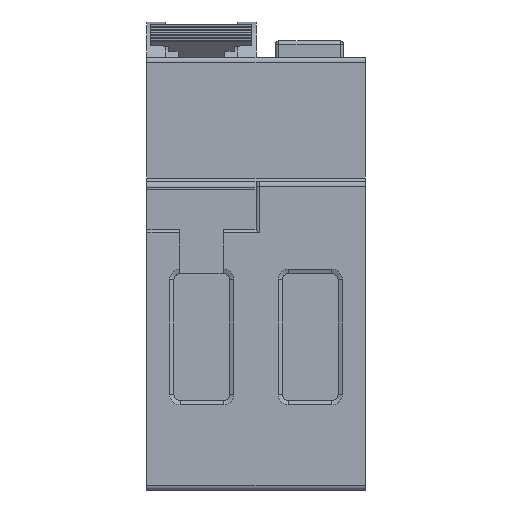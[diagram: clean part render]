
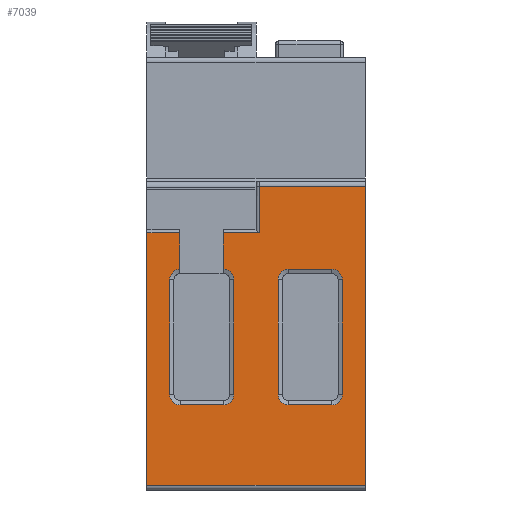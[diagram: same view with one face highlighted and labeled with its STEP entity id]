
A CAD part, front view. The second image highlights one B-rep face of the part: STEP entity #7039.
In plain terms, the highlighted planar face has unit normal (0, -1, 0).
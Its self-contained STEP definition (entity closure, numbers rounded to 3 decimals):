
#4295=LINE('',#25746,#5502);
#4303=LINE('',#25770,#5510);
#4331=LINE('',#25906,#5538);
#4333=LINE('',#25909,#5540);
#4358=LINE('',#26016,#5565);
#4360=LINE('',#26027,#5567);
#4477=LINE('',#26500,#5693);
#4481=LINE('',#26507,#5697);
#4485=LINE('',#26522,#5701);
#4488=LINE('',#26528,#5704);
#4492=LINE('',#26545,#5708);
#4496=LINE('',#26552,#5712);
#4500=LINE('',#26569,#5716);
#4504=LINE('',#26576,#5720);
#4838=LINE('',#28029,#6072);
#4875=LINE('',#28107,#6109);
#4876=LINE('',#28108,#6110);
#5502=VECTOR('',#18733,1.);
#5510=VECTOR('',#18745,1.);
#5538=VECTOR('',#18845,1.);
#5540=VECTOR('',#18849,1.);
#5565=VECTOR('',#18948,1.);
#5567=VECTOR('',#18958,1.);
#5693=VECTOR('',#19172,1.);
#5697=VECTOR('',#19178,1.);
#5701=VECTOR('',#19196,1.);
#5704=VECTOR('',#19201,1.);
#5708=VECTOR('',#19219,1.);
#5712=VECTOR('',#19225,1.);
#5716=VECTOR('',#19243,1.);
#5720=VECTOR('',#19249,1.);
#6072=VECTOR('',#19987,1.);
#6109=VECTOR('',#20058,1.);
#6110=VECTOR('',#20059,1.);
#7039=ADVANCED_FACE('',(#7729,#7730),#7550,.F.);
#7550=PLANE('',#17295);
#7729=FACE_BOUND('',#8386,.T.);
#7730=FACE_BOUND('',#8387,.T.);
#8386=EDGE_LOOP('',(#11504,#11505,#11506,#11507,#11508,#11509,#11510,#11511,
#11512,#11513,#11514,#11515,#11516,#11517,#11518,#11519,#11520));
#8387=EDGE_LOOP('',(#11521,#11522,#11523,#11524,#11525,#11526,#11527,#11528));
#11504=ORIENTED_EDGE('',*,*,#14919,.T.);
#11505=ORIENTED_EDGE('',*,*,#14864,.T.);
#11506=ORIENTED_EDGE('',*,*,#15131,.T.);
#11507=ORIENTED_EDGE('',*,*,#15136,.T.);
#11508=ORIENTED_EDGE('',*,*,#15134,.T.);
#11509=ORIENTED_EDGE('',*,*,#15128,.T.);
#11510=ORIENTED_EDGE('',*,*,#15123,.T.);
#11511=ORIENTED_EDGE('',*,*,#15117,.T.);
#11512=ORIENTED_EDGE('',*,*,#15119,.T.);
#11513=ORIENTED_EDGE('',*,*,#15124,.T.);
#11514=ORIENTED_EDGE('',*,*,#14854,.T.);
#11515=ORIENTED_EDGE('',*,*,#15626,.T.);
#11516=ORIENTED_EDGE('',*,*,#15582,.F.);
#11517=ORIENTED_EDGE('',*,*,#14973,.T.);
#11518=ORIENTED_EDGE('',*,*,#15627,.T.);
#11519=ORIENTED_EDGE('',*,*,#14968,.T.);
#11520=ORIENTED_EDGE('',*,*,#14917,.T.);
#11521=ORIENTED_EDGE('',*,*,#15146,.T.);
#11522=ORIENTED_EDGE('',*,*,#15140,.T.);
#11523=ORIENTED_EDGE('',*,*,#15142,.T.);
#11524=ORIENTED_EDGE('',*,*,#15148,.T.);
#11525=ORIENTED_EDGE('',*,*,#15154,.T.);
#11526=ORIENTED_EDGE('',*,*,#15160,.T.);
#11527=ORIENTED_EDGE('',*,*,#15158,.T.);
#11528=ORIENTED_EDGE('',*,*,#15152,.T.);
#13240=VERTEX_POINT('',#25745);
#13241=VERTEX_POINT('',#25747);
#13245=VERTEX_POINT('',#25760);
#13250=VERTEX_POINT('',#25769);
#13300=VERTEX_POINT('',#25884);
#13302=VERTEX_POINT('',#25905);
#13348=VERTEX_POINT('',#26017);
#13350=VERTEX_POINT('',#26022);
#13352=VERTEX_POINT('',#26026);
#13439=VERTEX_POINT('',#26489);
#13442=VERTEX_POINT('',#26494);
#13444=VERTEX_POINT('',#26499);
#13445=VERTEX_POINT('',#26504);
#13447=VERTEX_POINT('',#26513);
#13450=VERTEX_POINT('',#26521);
#13451=VERTEX_POINT('',#26525);
#13453=VERTEX_POINT('',#26534);
#13456=VERTEX_POINT('',#26539);
#13458=VERTEX_POINT('',#26544);
#13459=VERTEX_POINT('',#26549);
#13462=VERTEX_POINT('',#26556);
#13463=VERTEX_POINT('',#26561);
#13466=VERTEX_POINT('',#26568);
#13467=VERTEX_POINT('',#26573);
#13742=VERTEX_POINT('',#28030);
#14854=EDGE_CURVE('',#13241,#13240,#4295,.T.);
#14864=EDGE_CURVE('',#13245,#13250,#4303,.T.);
#14917=EDGE_CURVE('',#13300,#13302,#4331,.T.);
#14919=EDGE_CURVE('',#13302,#13245,#4333,.T.);
#14968=EDGE_CURVE('',#13348,#13300,#4358,.T.);
#14973=EDGE_CURVE('',#13350,#13352,#4360,.T.);
#15117=EDGE_CURVE('',#13439,#13442,#16349,.T.);
#15119=EDGE_CURVE('',#13442,#13444,#4477,.T.);
#15123=EDGE_CURVE('',#13445,#13439,#4481,.T.);
#15124=EDGE_CURVE('',#13444,#13241,#16350,.T.);
#15128=EDGE_CURVE('',#13447,#13445,#16353,.T.);
#15131=EDGE_CURVE('',#13250,#13450,#4485,.T.);
#15134=EDGE_CURVE('',#13451,#13447,#4488,.T.);
#15136=EDGE_CURVE('',#13450,#13451,#16355,.T.);
#15140=EDGE_CURVE('',#13453,#13456,#16357,.T.);
#15142=EDGE_CURVE('',#13456,#13458,#4492,.T.);
#15146=EDGE_CURVE('',#13459,#13453,#4496,.T.);
#15148=EDGE_CURVE('',#13458,#13462,#16358,.T.);
#15152=EDGE_CURVE('',#13463,#13459,#16361,.T.);
#15154=EDGE_CURVE('',#13462,#13466,#4500,.T.);
#15158=EDGE_CURVE('',#13467,#13463,#4504,.T.);
#15160=EDGE_CURVE('',#13466,#13467,#16363,.T.);
#15582=EDGE_CURVE('',#13350,#13742,#4838,.T.);
#15626=EDGE_CURVE('',#13240,#13742,#4875,.T.);
#15627=EDGE_CURVE('',#13352,#13348,#4876,.T.);
#16349=CIRCLE('',#17058,1.7);
#16350=CIRCLE('',#17062,1.7);
#16353=CIRCLE('',#17066,1.7);
#16355=CIRCLE('',#17071,1.7);
#16357=CIRCLE('',#17074,1.7);
#16358=CIRCLE('',#17078,1.7);
#16361=CIRCLE('',#17082,1.7);
#16363=CIRCLE('',#17087,1.7);
#17058=AXIS2_PLACEMENT_3D('',#26495,#19167,#19168);
#17062=AXIS2_PLACEMENT_3D('',#26509,#19181,#19182);
#17066=AXIS2_PLACEMENT_3D('',#26516,#19190,#19191);
#17071=AXIS2_PLACEMENT_3D('',#26531,#19206,#19207);
#17074=AXIS2_PLACEMENT_3D('',#26540,#19214,#19215);
#17078=AXIS2_PLACEMENT_3D('',#26557,#19229,#19230);
#17082=AXIS2_PLACEMENT_3D('',#26564,#19238,#19239);
#17087=AXIS2_PLACEMENT_3D('',#26579,#19254,#19255);
#17295=AXIS2_PLACEMENT_3D('',#28109,#20060,#20061);
#18733=DIRECTION('',(0.,0.,1.));
#18745=DIRECTION('',(0.,0.,-1.));
#18845=DIRECTION('',(0.,0.,-1.));
#18849=DIRECTION('',(-1.,0.,0.));
#18948=DIRECTION('',(-1.,0.,0.));
#18958=DIRECTION('',(1.,0.,0.));
#19167=DIRECTION('',(0.,1.,0.));
#19168=DIRECTION('',(0.,0.,1.));
#19172=DIRECTION('',(0.,0.,1.));
#19178=DIRECTION('',(-1.,0.,0.));
#19181=DIRECTION('',(0.,1.,0.));
#19182=DIRECTION('',(0.,0.,1.));
#19190=DIRECTION('',(0.,1.,0.));
#19191=DIRECTION('',(0.,0.,1.));
#19196=DIRECTION('',(1.,0.,0.));
#19201=DIRECTION('',(0.,0.,-1.));
#19206=DIRECTION('',(0.,1.,0.));
#19207=DIRECTION('',(0.,0.,1.));
#19214=DIRECTION('',(0.,1.,0.));
#19215=DIRECTION('',(0.,0.,1.));
#19219=DIRECTION('',(0.,0.,1.));
#19225=DIRECTION('',(-1.,0.,0.));
#19229=DIRECTION('',(0.,1.,0.));
#19230=DIRECTION('',(0.,0.,1.));
#19238=DIRECTION('',(0.,1.,0.));
#19239=DIRECTION('',(0.,0.,1.));
#19243=DIRECTION('',(1.,0.,0.));
#19249=DIRECTION('',(0.,0.,-1.));
#19254=DIRECTION('',(0.,1.,0.));
#19255=DIRECTION('',(0.,0.,1.));
#19987=DIRECTION('',(0.,0.,1.));
#20058=DIRECTION('',(-1.,0.,0.));
#20059=DIRECTION('',(0.,0.,1.));
#20060=DIRECTION('',(0.,1.,0.));
#20061=DIRECTION('',(0.,0.,1.));
#25745=CARTESIAN_POINT('',(5.35,0.,41.7));
#25746=CARTESIAN_POINT('',(5.35,0.,-28.09));
#25747=CARTESIAN_POINT('',(5.35,0.,35.799));
#25760=CARTESIAN_POINT('',(12.35,0.,41.7));
#25769=CARTESIAN_POINT('',(12.35,0.,35.8));
#25770=CARTESIAN_POINT('',(12.35,0.,-28.09));
#25884=CARTESIAN_POINT('',(18.2,0.,49.3));
#25905=CARTESIAN_POINT('',(18.2,0.,41.7));
#25906=CARTESIAN_POINT('',(18.2,0.,42.2));
#25909=CARTESIAN_POINT('',(0.,0.,41.7));
#26016=CARTESIAN_POINT('',(0.,0.,49.3));
#26017=CARTESIAN_POINT('',(35.4,0.,49.3));
#26022=CARTESIAN_POINT('',(0.,0.,0.8));
#26026=CARTESIAN_POINT('',(35.4,0.,0.8));
#26027=CARTESIAN_POINT('',(0.,0.,0.8));
#26489=CARTESIAN_POINT('',(5.4,0.,13.8));
#26494=CARTESIAN_POINT('',(3.7,0.,15.5));
#26495=CARTESIAN_POINT('',(5.4,0.,15.5));
#26499=CARTESIAN_POINT('',(3.7,0.,34.1));
#26500=CARTESIAN_POINT('',(3.7,0.,34.1));
#26504=CARTESIAN_POINT('',(12.4,0.,13.8));
#26507=CARTESIAN_POINT('',(5.4,0.,13.8));
#26509=CARTESIAN_POINT('',(5.4,0.,34.1));
#26513=CARTESIAN_POINT('',(14.1,0.,15.5));
#26516=CARTESIAN_POINT('',(12.4,0.,15.5));
#26521=CARTESIAN_POINT('',(12.4,0.,35.8));
#26522=CARTESIAN_POINT('',(12.4,0.,35.8));
#26525=CARTESIAN_POINT('',(14.1,0.,34.1));
#26528=CARTESIAN_POINT('',(14.1,0.,15.5));
#26531=CARTESIAN_POINT('',(12.4,0.,34.1));
#26534=CARTESIAN_POINT('',(23.,0.,13.8));
#26539=CARTESIAN_POINT('',(21.3,0.,15.5));
#26540=CARTESIAN_POINT('',(23.,0.,15.5));
#26544=CARTESIAN_POINT('',(21.3,0.,34.1));
#26545=CARTESIAN_POINT('',(21.3,0.,34.1));
#26549=CARTESIAN_POINT('',(30.,0.,13.8));
#26552=CARTESIAN_POINT('',(23.,0.,13.8));
#26556=CARTESIAN_POINT('',(23.,0.,35.8));
#26557=CARTESIAN_POINT('',(23.,0.,34.1));
#26561=CARTESIAN_POINT('',(31.7,0.,15.5));
#26564=CARTESIAN_POINT('',(30.,0.,15.5));
#26568=CARTESIAN_POINT('',(30.,0.,35.8));
#26569=CARTESIAN_POINT('',(30.,0.,35.8));
#26573=CARTESIAN_POINT('',(31.7,0.,34.1));
#26576=CARTESIAN_POINT('',(31.7,0.,15.5));
#26579=CARTESIAN_POINT('',(30.,0.,34.1));
#28029=CARTESIAN_POINT('',(0.,0.,0.));
#28030=CARTESIAN_POINT('',(0.,0.,41.7));
#28107=CARTESIAN_POINT('',(0.,0.,41.7));
#28108=CARTESIAN_POINT('',(35.4,0.,0.));
#28109=CARTESIAN_POINT('',(0.,0.,0.));
